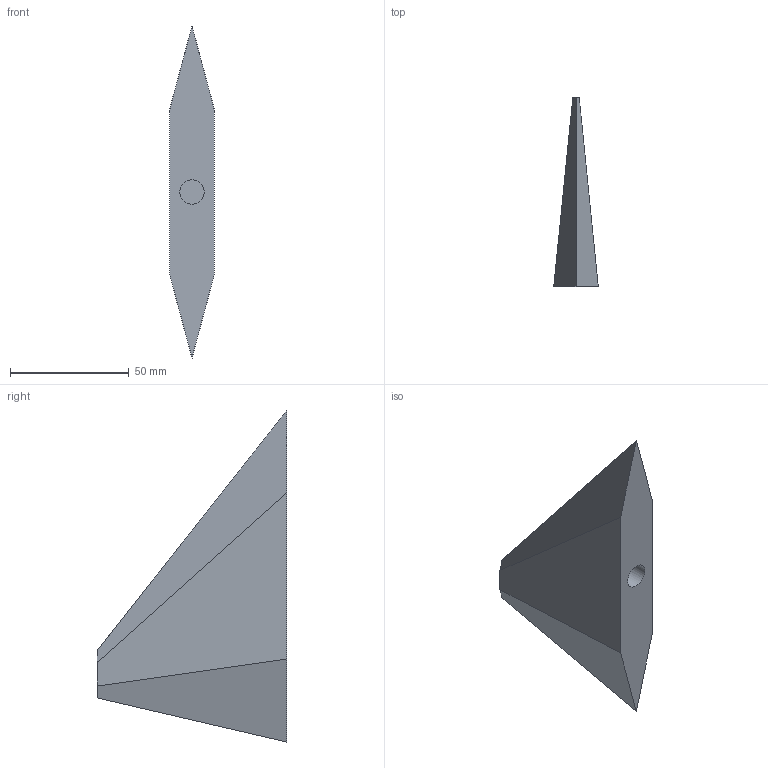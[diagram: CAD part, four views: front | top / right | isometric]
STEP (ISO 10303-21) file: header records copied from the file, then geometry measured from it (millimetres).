
FILE_DESCRIPTION(/* description */ (''),/* implementation_level */ '2;1');
FILE_NAME(/* name */ 'canard.stp',/* time_stamp */ '2023-11-01T02:02:20+08:00',/* author */ ('310611102'),/* organization */ (''),/* preprocessor_version */ 'ST-DEVELOPER v19',/* originating_system */ 'Autodesk Inventor 2023',/* authorisation */ '');
FILE_SCHEMA (('AUTOMOTIVE_DESIGN { 1 0 10303 214 3 1 1 }'));
Length unit declared in the file: millimetre
Products named in the file (1): canard
Bounding box: 18.76 x 80 x 140 mm (x, y, z)
Volume: 59353.9 mm3; surface area: 15886.7 mm2
Topology: 1 solids, 1 shells, 12 faces, 30 edges, 20 vertices
Faces by surface type: plane 9, cylinder 2, cone 1
Full cylindrical faces by diameter (mm): 4.5 x1, 10.2 x1
Entity records: 433 total; most frequent: CARTESIAN_POINT 99, ORIENTED_EDGE 60, DIRECTION 56, EDGE_CURVE 30, LINE 22, VECTOR 22, VERTEX_POINT 20, AXIS2_PLACEMENT_3D 17
